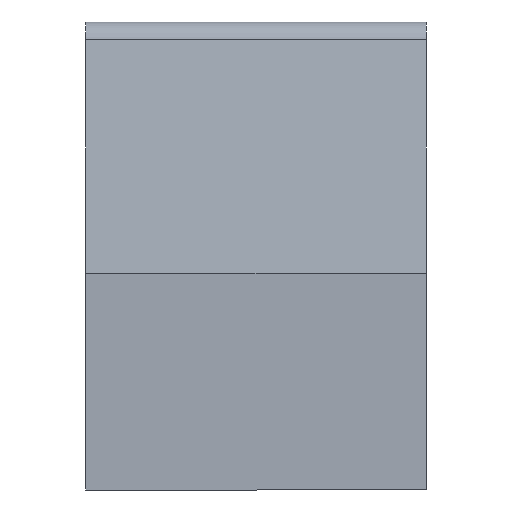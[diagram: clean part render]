
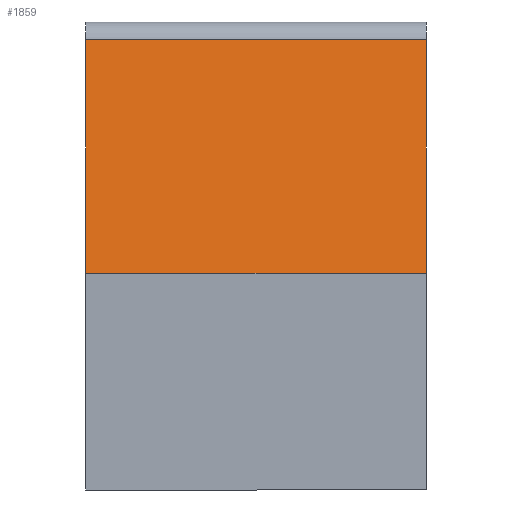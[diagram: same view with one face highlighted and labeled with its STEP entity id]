
A CAD part, left-side view. The second image highlights one B-rep face of the part: STEP entity #1859.
In plain terms, the highlighted planar face has unit normal (-0.986, 0, 0.164).
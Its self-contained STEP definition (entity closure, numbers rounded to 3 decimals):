
#438 = VERTEX_POINT('',#439);
#439 = CARTESIAN_POINT('',(-0.549,-0.4,0.5));
#476 = PLANE('',#477);
#477 = AXIS2_PLACEMENT_3D('',#478,#479,#480);
#478 = CARTESIAN_POINT('',(0.549,-0.4,1.1));
#479 = DIRECTION('',(0.,1.,0.));
#480 = DIRECTION('',(-1.,0.,0.));
#584 = PLANE('',#585);
#585 = AXIS2_PLACEMENT_3D('',#586,#587,#588);
#586 = CARTESIAN_POINT('',(-0.549,-0.4,0.51));
#587 = DIRECTION('',(-1.,0.,0.));
#588 = DIRECTION('',(0.,-1.,0.));
#649 = VERTEX_POINT('',#650);
#650 = CARTESIAN_POINT('',(-0.549,0.4,0.5));
#790 = PLANE('',#791);
#791 = AXIS2_PLACEMENT_3D('',#792,#793,#794);
#792 = CARTESIAN_POINT('',(0.549,0.4,1.1));
#793 = DIRECTION('',(0.,-1.,0.));
#794 = DIRECTION('',(1.,0.,0.));
#1114 = EDGE_CURVE('',#1115,#438,#1117,.T.);
#1115 = VERTEX_POINT('',#1116);
#1116 = CARTESIAN_POINT('',(-0.456,-0.4,1.058));
#1117 = SURFACE_CURVE('',#1118,(#1122,#1129),.PCURVE_S1.);
#1118 = LINE('',#1119,#1120);
#1119 = CARTESIAN_POINT('',(-0.449,-0.4,1.1));
#1120 = VECTOR('',#1121,1.);
#1121 = DIRECTION('',(-0.164,0.,
    -0.986));
#1122 = PCURVE('',#476,#1123);
#1123 = DEFINITIONAL_REPRESENTATION('',(#1124),#1128);
#1124 = LINE('',#1125,#1126);
#1125 = CARTESIAN_POINT('',(0.998,0.));
#1126 = VECTOR('',#1127,1.);
#1127 = DIRECTION('',(0.164,-0.986));
#1128 = ( GEOMETRIC_REPRESENTATION_CONTEXT(2) 
PARAMETRIC_REPRESENTATION_CONTEXT() REPRESENTATION_CONTEXT('2D SPACE',''
  ) );
#1129 = PCURVE('',#1130,#1135);
#1130 = PLANE('',#1131);
#1131 = AXIS2_PLACEMENT_3D('',#1132,#1133,#1134);
#1132 = CARTESIAN_POINT('',(-0.449,0.4,1.1));
#1133 = DIRECTION('',(-0.986,0.,0.164)
  );
#1134 = DIRECTION('',(-0.164,0.,
    -0.986));
#1135 = DEFINITIONAL_REPRESENTATION('',(#1136),#1140);
#1136 = LINE('',#1137,#1138);
#1137 = CARTESIAN_POINT('',(0.,0.8));
#1138 = VECTOR('',#1139,1.);
#1139 = DIRECTION('',(1.,0.));
#1140 = ( GEOMETRIC_REPRESENTATION_CONTEXT(2) 
PARAMETRIC_REPRESENTATION_CONTEXT() REPRESENTATION_CONTEXT('2D SPACE',''
  ) );
#1161 = CYLINDRICAL_SURFACE('',#1162,0.05);
#1162 = AXIS2_PLACEMENT_3D('',#1163,#1164,#1165);
#1163 = CARTESIAN_POINT('',(-0.406,0.4,1.05));
#1164 = DIRECTION('',(0.,-1.,0.));
#1165 = DIRECTION('',(1.,0.,0.));
#1198 = EDGE_CURVE('',#438,#649,#1199,.T.);
#1199 = SURFACE_CURVE('',#1200,(#1204,#1211),.PCURVE_S1.);
#1200 = LINE('',#1201,#1202);
#1201 = CARTESIAN_POINT('',(-0.549,-0.4,0.5));
#1202 = VECTOR('',#1203,1.);
#1203 = DIRECTION('',(0.,1.,0.));
#1204 = PCURVE('',#584,#1205);
#1205 = DEFINITIONAL_REPRESENTATION('',(#1206),#1210);
#1206 = LINE('',#1207,#1208);
#1207 = CARTESIAN_POINT('',(0.,-0.01));
#1208 = VECTOR('',#1209,1.);
#1209 = DIRECTION('',(-1.,0.));
#1210 = ( GEOMETRIC_REPRESENTATION_CONTEXT(2) 
PARAMETRIC_REPRESENTATION_CONTEXT() REPRESENTATION_CONTEXT('2D SPACE',''
  ) );
#1211 = PCURVE('',#1130,#1212);
#1212 = DEFINITIONAL_REPRESENTATION('',(#1213),#1217);
#1213 = LINE('',#1214,#1215);
#1214 = CARTESIAN_POINT('',(0.608,0.8));
#1215 = VECTOR('',#1216,1.);
#1216 = DIRECTION('',(0.,-1.));
#1217 = ( GEOMETRIC_REPRESENTATION_CONTEXT(2) 
PARAMETRIC_REPRESENTATION_CONTEXT() REPRESENTATION_CONTEXT('2D SPACE',''
  ) );
#1368 = EDGE_CURVE('',#649,#1369,#1371,.T.);
#1369 = VERTEX_POINT('',#1370);
#1370 = CARTESIAN_POINT('',(-0.456,0.4,1.058));
#1371 = SURFACE_CURVE('',#1372,(#1376,#1383),.PCURVE_S1.);
#1372 = LINE('',#1373,#1374);
#1373 = CARTESIAN_POINT('',(-0.449,0.4,1.1));
#1374 = VECTOR('',#1375,1.);
#1375 = DIRECTION('',(0.164,0.,0.986)
  );
#1376 = PCURVE('',#790,#1377);
#1377 = DEFINITIONAL_REPRESENTATION('',(#1378),#1382);
#1378 = LINE('',#1379,#1380);
#1379 = CARTESIAN_POINT('',(-0.998,0.));
#1380 = VECTOR('',#1381,1.);
#1381 = DIRECTION('',(0.164,0.986));
#1382 = ( GEOMETRIC_REPRESENTATION_CONTEXT(2) 
PARAMETRIC_REPRESENTATION_CONTEXT() REPRESENTATION_CONTEXT('2D SPACE',''
  ) );
#1383 = PCURVE('',#1130,#1384);
#1384 = DEFINITIONAL_REPRESENTATION('',(#1385),#1389);
#1385 = LINE('',#1386,#1387);
#1386 = CARTESIAN_POINT('',(0.,0.));
#1387 = VECTOR('',#1388,1.);
#1388 = DIRECTION('',(-1.,0.));
#1389 = ( GEOMETRIC_REPRESENTATION_CONTEXT(2) 
PARAMETRIC_REPRESENTATION_CONTEXT() REPRESENTATION_CONTEXT('2D SPACE',''
  ) );
#1766 = EDGE_CURVE('',#1115,#1369,#1767,.T.);
#1767 = SURFACE_CURVE('',#1768,(#1772,#1801),.PCURVE_S1.);
#1768 = LINE('',#1769,#1770);
#1769 = CARTESIAN_POINT('',(-0.456,0.4,1.058));
#1770 = VECTOR('',#1771,1.);
#1771 = DIRECTION('',(0.,1.,0.));
#1772 = PCURVE('',#1161,#1773);
#1773 = DEFINITIONAL_REPRESENTATION('',(#1774),#1800);
#1774 = B_SPLINE_CURVE_WITH_KNOTS('',3,(#1775,#1776,#1777,#1778,#1779,
    #1780,#1781,#1782,#1783,#1784,#1785,#1786,#1787,#1788,#1789,#1790,
    #1791,#1792,#1793,#1794,#1795,#1796,#1797,#1798,#1799),
  .UNSPECIFIED.,.F.,.F.,(4,1,1,1,1,1,1,1,1,1,1,1,1,1,1,1,1,1,1,1,1,1,4),
  (-0.8,-0.764,-0.727,-0.691,-0.655,
    -0.618,-0.582,-0.545,-0.509,
    -0.473,-0.436,-0.4,-0.364,-0.327
    ,-0.291,-0.255,-0.218,-0.182,
    -0.145,-0.109,-0.073,
    -0.036,0.),.UNSPECIFIED.);
#1775 = CARTESIAN_POINT('',(2.976,0.8));
#1776 = CARTESIAN_POINT('',(2.976,0.788));
#1777 = CARTESIAN_POINT('',(2.976,0.764));
#1778 = CARTESIAN_POINT('',(2.976,0.727));
#1779 = CARTESIAN_POINT('',(2.976,0.691));
#1780 = CARTESIAN_POINT('',(2.976,0.655));
#1781 = CARTESIAN_POINT('',(2.976,0.618));
#1782 = CARTESIAN_POINT('',(2.976,0.582));
#1783 = CARTESIAN_POINT('',(2.976,0.545));
#1784 = CARTESIAN_POINT('',(2.976,0.509));
#1785 = CARTESIAN_POINT('',(2.976,0.473));
#1786 = CARTESIAN_POINT('',(2.976,0.436));
#1787 = CARTESIAN_POINT('',(2.976,0.4));
#1788 = CARTESIAN_POINT('',(2.976,0.364));
#1789 = CARTESIAN_POINT('',(2.976,0.327));
#1790 = CARTESIAN_POINT('',(2.976,0.291));
#1791 = CARTESIAN_POINT('',(2.976,0.255));
#1792 = CARTESIAN_POINT('',(2.976,0.218));
#1793 = CARTESIAN_POINT('',(2.976,0.182));
#1794 = CARTESIAN_POINT('',(2.976,0.145));
#1795 = CARTESIAN_POINT('',(2.976,0.109));
#1796 = CARTESIAN_POINT('',(2.976,0.073));
#1797 = CARTESIAN_POINT('',(2.976,0.036));
#1798 = CARTESIAN_POINT('',(2.976,0.012));
#1799 = CARTESIAN_POINT('',(2.976,0.));
#1800 = ( GEOMETRIC_REPRESENTATION_CONTEXT(2) 
PARAMETRIC_REPRESENTATION_CONTEXT() REPRESENTATION_CONTEXT('2D SPACE',''
  ) );
#1801 = PCURVE('',#1130,#1802);
#1802 = DEFINITIONAL_REPRESENTATION('',(#1803),#1807);
#1803 = LINE('',#1804,#1805);
#1804 = CARTESIAN_POINT('',(0.042,0.));
#1805 = VECTOR('',#1806,1.);
#1806 = DIRECTION('',(0.,-1.));
#1807 = ( GEOMETRIC_REPRESENTATION_CONTEXT(2) 
PARAMETRIC_REPRESENTATION_CONTEXT() REPRESENTATION_CONTEXT('2D SPACE',''
  ) );
#1859 = ADVANCED_FACE('',(#1860),#1130,.T.);
#1860 = FACE_BOUND('',#1861,.T.);
#1861 = EDGE_LOOP('',(#1862,#1863,#1864,#1865));
#1862 = ORIENTED_EDGE('',*,*,#1114,.F.);
#1863 = ORIENTED_EDGE('',*,*,#1766,.T.);
#1864 = ORIENTED_EDGE('',*,*,#1368,.F.);
#1865 = ORIENTED_EDGE('',*,*,#1198,.F.);
